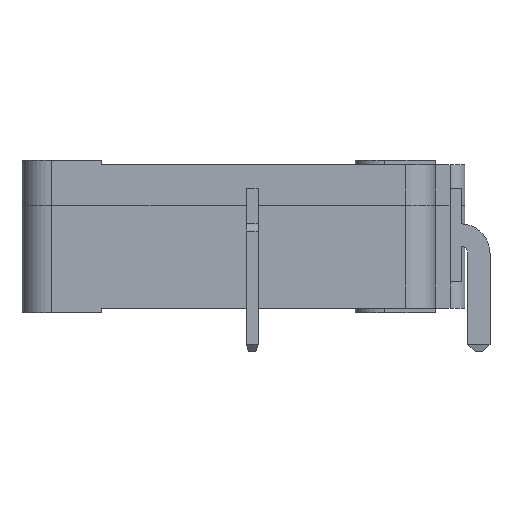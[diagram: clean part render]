
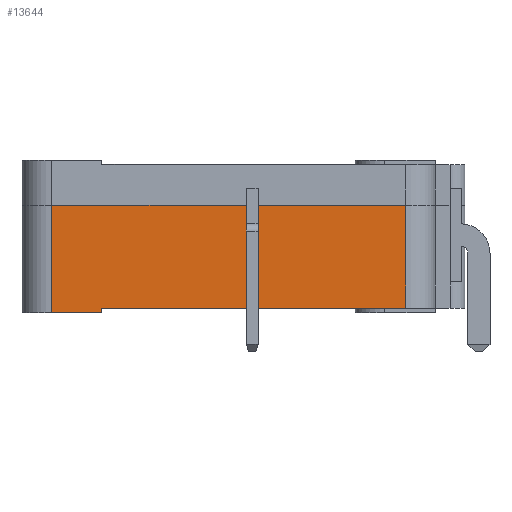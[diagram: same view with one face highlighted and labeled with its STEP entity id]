
A CAD part, front view. The second image highlights one B-rep face of the part: STEP entity #13644.
In plain terms, the highlighted planar face has unit normal (0, -1, 0).
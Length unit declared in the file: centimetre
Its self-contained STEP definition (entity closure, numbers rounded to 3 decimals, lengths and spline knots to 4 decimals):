
#788=FACE_OUTER_BOUND('',#1545,.T.);
#1545=EDGE_LOOP('',(#9164,#9165,#9166,#9167,#9168,#9169,#9170,#9171,#9172,
#9173));
#2479=LINE('',#18018,#4033);
#2492=LINE('',#18051,#4046);
#2520=LINE('',#18106,#4074);
#2521=LINE('',#18110,#4075);
#2522=LINE('',#18112,#4076);
#2523=LINE('',#18114,#4077);
#2524=LINE('',#18116,#4078);
#2525=LINE('',#18118,#4079);
#2526=LINE('',#18120,#4080);
#2527=LINE('',#18121,#4081);
#4033=VECTOR('',#15144,1.);
#4046=VECTOR('',#15167,1.);
#4074=VECTOR('',#15223,1.);
#4075=VECTOR('',#15228,1.);
#4076=VECTOR('',#15229,1.);
#4077=VECTOR('',#15230,1.);
#4078=VECTOR('',#15231,1.);
#4079=VECTOR('',#15232,1.);
#4080=VECTOR('',#15233,1.);
#4081=VECTOR('',#15234,1.);
#5573=VERTEX_POINT('',#18016);
#5574=VERTEX_POINT('',#18017);
#5588=VERTEX_POINT('',#18049);
#5589=VERTEX_POINT('',#18050);
#5603=VERTEX_POINT('',#18109);
#5604=VERTEX_POINT('',#18111);
#5605=VERTEX_POINT('',#18113);
#5606=VERTEX_POINT('',#18115);
#5607=VERTEX_POINT('',#18117);
#5608=VERTEX_POINT('',#18119);
#6962=EDGE_CURVE('',#5573,#5574,#2479,.T.);
#6978=EDGE_CURVE('',#5588,#5589,#2492,.T.);
#7007=EDGE_CURVE('',#5574,#5588,#2520,.T.);
#7008=EDGE_CURVE('',#5589,#5603,#2521,.T.);
#7009=EDGE_CURVE('',#5604,#5603,#2522,.T.);
#7010=EDGE_CURVE('',#5605,#5604,#2523,.T.);
#7011=EDGE_CURVE('',#5605,#5606,#2524,.T.);
#7012=EDGE_CURVE('',#5606,#5607,#2525,.T.);
#7013=EDGE_CURVE('',#5607,#5608,#2526,.T.);
#7014=EDGE_CURVE('',#5608,#5573,#2527,.T.);
#9164=ORIENTED_EDGE('',*,*,#6962,.T.);
#9165=ORIENTED_EDGE('',*,*,#7007,.T.);
#9166=ORIENTED_EDGE('',*,*,#6978,.T.);
#9167=ORIENTED_EDGE('',*,*,#7008,.T.);
#9168=ORIENTED_EDGE('',*,*,#7009,.F.);
#9169=ORIENTED_EDGE('',*,*,#7010,.F.);
#9170=ORIENTED_EDGE('',*,*,#7011,.T.);
#9171=ORIENTED_EDGE('',*,*,#7012,.T.);
#9172=ORIENTED_EDGE('',*,*,#7013,.T.);
#9173=ORIENTED_EDGE('',*,*,#7014,.T.);
#13144=PLANE('',#14425);
#13644=ADVANCED_FACE('',(#788),#13144,.T.);
#14425=AXIS2_PLACEMENT_3D('',#18108,#15226,#15227);
#15144=DIRECTION('',(0.,0.,-1.));
#15167=DIRECTION('',(0.,0.,1.));
#15223=DIRECTION('',(-1.,0.,0.));
#15226=DIRECTION('center_axis',(0.,-1.,0.));
#15227=DIRECTION('ref_axis',(0.,0.,-1.));
#15228=DIRECTION('',(-1.,0.,0.));
#15229=DIRECTION('',(0.,0.,1.));
#15230=DIRECTION('',(-1.,0.,0.));
#15231=DIRECTION('',(0.,0.,1.));
#15232=DIRECTION('',(1.,0.,0.));
#15233=DIRECTION('',(0.,0.,1.));
#15234=DIRECTION('',(-1.,0.,0.));
#18016=CARTESIAN_POINT('',(-1.295,-0.7475,0.725));
#18017=CARTESIAN_POINT('',(-1.295,-0.7475,0.21));
#18018=CARTESIAN_POINT('',(-1.295,-0.7475,0.3625));
#18049=CARTESIAN_POINT('',(-1.375,-0.7475,0.21));
#18050=CARTESIAN_POINT('',(-1.375,-0.7475,0.725));
#18051=CARTESIAN_POINT('',(-1.375,-0.7475,0.1625));
#18106=CARTESIAN_POINT('',(-0.7975,-0.7475,0.21));
#18108=CARTESIAN_POINT('Origin',(-0.3,-0.7475,
0.));
#18109=CARTESIAN_POINT('',(-2.69,-0.7475,0.725));
#18110=CARTESIAN_POINT('',(-1.5951,-0.7475,0.725));
#18111=CARTESIAN_POINT('',(-2.69,-0.7475,0.));
#18112=CARTESIAN_POINT('',(-2.69,-0.7475,0.));
#18113=CARTESIAN_POINT('',(-2.35,-0.7475,0.));
#18114=CARTESIAN_POINT('',(-0.3,-0.7475,0.));
#18115=CARTESIAN_POINT('',(-2.35,-0.7475,0.03));
#18116=CARTESIAN_POINT('',(-2.35,-0.7475,0.));
#18117=CARTESIAN_POINT('',(-0.3,-0.7475,0.03));
#18118=CARTESIAN_POINT('',(-0.8452,-0.7475,0.03));
#18119=CARTESIAN_POINT('',(-0.3,-0.7475,0.725));
#18120=CARTESIAN_POINT('',(-0.3,-0.7475,0.));
#18121=CARTESIAN_POINT('',(-1.5951,-0.7475,0.725));
